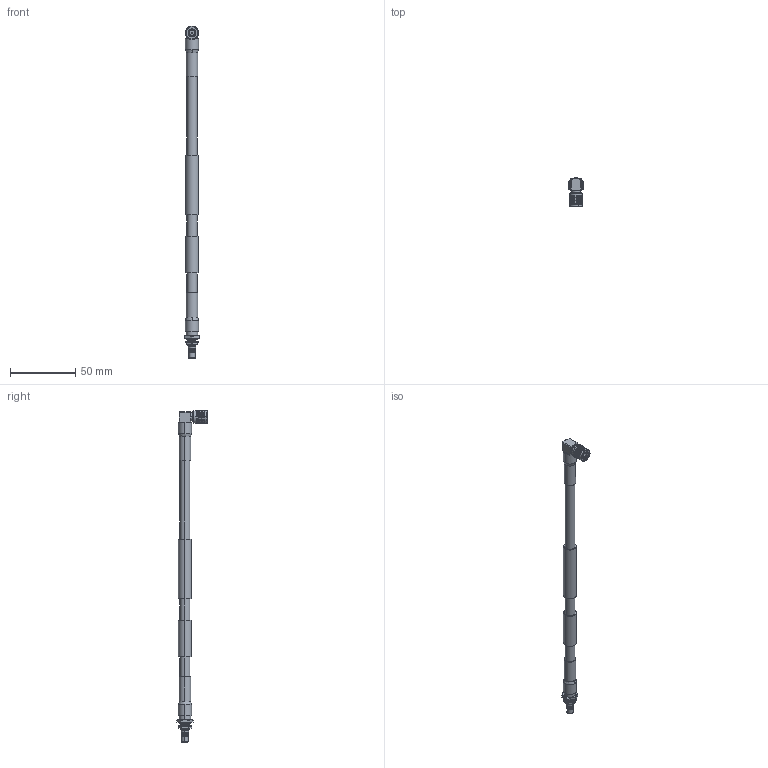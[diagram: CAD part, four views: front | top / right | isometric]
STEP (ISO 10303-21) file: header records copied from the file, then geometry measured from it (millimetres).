
FILE_DESCRIPTION (( 'STEP AP214' ), '1' );
FILE_NAME ('FMCA2287.step', '2021-02-09T19:12:53', ( '' ), ( '' ), 'SwSTEP 2.0', 'SolidWorks 2018', '' );
FILE_SCHEMA (( 'AUTOMOTIVE_DESIGN' ));
Length unit declared in the file: inch
Products named in the file (5): FMCA2287; FM-1/4SFHC^FMCA2287; FMCN1723^FMCA2287; Heat Shrink^FMCA2287; FMCN1725^FMCA2287
Assembly tree (5 placements, depth 2):
  FMCA2287
    FM-1/4SFHC^FMCA2287
    Heat Shrink^FMCA2287  x2
    FMCN1725^FMCA2287
    FMCN1723^FMCA2287
Bounding box: 11 x 23.31 x 253.8 mm (x, y, z)
Volume: 16052.6 mm3; surface area: 9438.5 mm2
Topology: 8 solids, 8 shells, 555 faces, 1587 edges, 1037 vertices
Faces by surface type: cylinder 197, bspline 139, plane 112, cone 101, torus 6
Entity records: 42113 total; most frequent: CARTESIAN_POINT 29171, ORIENTED_EDGE 3138, DIRECTION 2116, EDGE_CURVE 1569, VERTEX_POINT 1025, AXIS2_PLACEMENT_3D 807, EDGE_LOOP 582, ADVANCED_FACE 547
